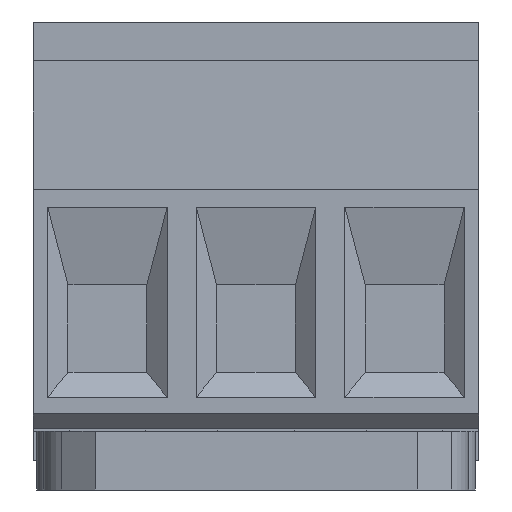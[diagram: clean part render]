
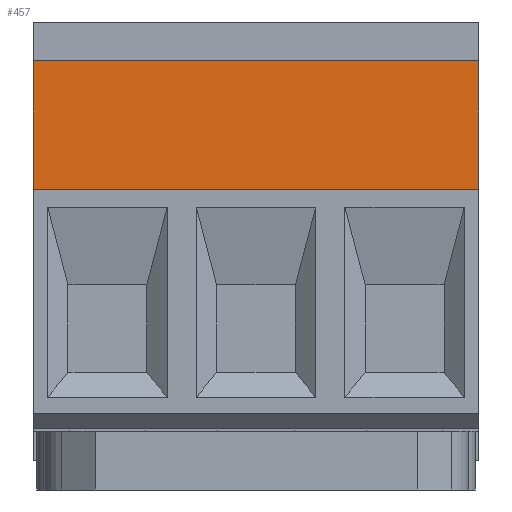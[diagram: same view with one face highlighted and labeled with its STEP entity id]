
A CAD part, left-side view. The second image highlights one B-rep face of the part: STEP entity #457.
In plain terms, the highlighted planar face has unit normal (-1, 0, 0.022).
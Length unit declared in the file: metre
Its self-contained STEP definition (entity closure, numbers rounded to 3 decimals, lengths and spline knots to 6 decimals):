
#457 = ADVANCED_FACE( '', ( #1064 ), #1065, .F. );
#1064 = FACE_OUTER_BOUND( '', #1815, .T. );
#1065 = PLANE( '', #1816 );
#1815 = EDGE_LOOP( '', ( #3211, #3212, #3213, #3214 ) );
#1816 = AXIS2_PLACEMENT_3D( '', #3215, #3216, #3217 );
#3211 = ORIENTED_EDGE( '', *, *, #4864, .T. );
#3212 = ORIENTED_EDGE( '', *, *, #4981, .T. );
#3213 = ORIENTED_EDGE( '', *, *, #4447, .F. );
#3214 = ORIENTED_EDGE( '', *, *, #4867, .F. );
#3215 = CARTESIAN_POINT( '', ( -0.000004, -0.00254, 0.01368 ) );
#3216 = DIRECTION( '', ( 1., 0., -0.022 ) );
#3217 = DIRECTION( '', ( -0.022, 0., -1. ) );
#4447 = EDGE_CURVE( '', #5353, #5354, #5355, .T. );
#4864 = EDGE_CURVE( '', #6061, #6059, #6062, .T. );
#4867 = EDGE_CURVE( '', #6061, #5353, #6065, .T. );
#4981 = EDGE_CURVE( '', #6059, #5354, #6233, .T. );
#5353 = VERTEX_POINT( '', #6778 );
#5354 = VERTEX_POINT( '', #6779 );
#5355 = LINE( '', #6780, #6781 );
#6059 = VERTEX_POINT( '', #7825 );
#6061 = VERTEX_POINT( '', #7828 );
#6062 = LINE( '', #7829, #7830 );
#6065 = LINE( '', #7834, #7835 );
#6233 = LINE( '', #8078, #8079 );
#6778 = CARTESIAN_POINT( '', ( -0.0001, -0.00254, 0.00927 ) );
#6779 = CARTESIAN_POINT( '', ( -0.0001, 0.0127, 0.00927 ) );
#6780 = CARTESIAN_POINT( '', ( -0.0001, -0.00254, 0.00927 ) );
#6781 = VECTOR( '', #8668, 1. );
#7825 = CARTESIAN_POINT( '', ( -0.000004, 0.0127, 0.01368 ) );
#7828 = CARTESIAN_POINT( '', ( -0.000004, -0.00254, 0.01368 ) );
#7829 = CARTESIAN_POINT( '', ( -0.000004, -0.00254, 0.01368 ) );
#7830 = VECTOR( '', #9088, 1. );
#7834 = CARTESIAN_POINT( '', ( -0.000004, -0.00254, 0.01368 ) );
#7835 = VECTOR( '', #9090, 1. );
#8078 = CARTESIAN_POINT( '', ( -0.000004, 0.0127, 0.01368 ) );
#8079 = VECTOR( '', #9193, 1. );
#8668 = DIRECTION( '', ( 0., 1., 0. ) );
#9088 = DIRECTION( '', ( 0., 1., 0. ) );
#9090 = DIRECTION( '', ( -0.022, 0., -1. ) );
#9193 = DIRECTION( '', ( -0.022, 0., -1. ) );
